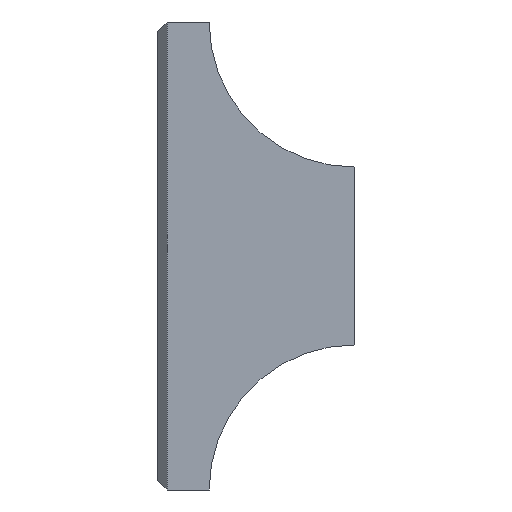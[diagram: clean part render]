
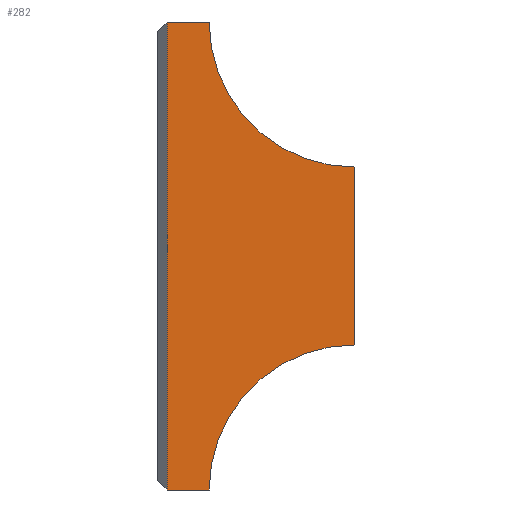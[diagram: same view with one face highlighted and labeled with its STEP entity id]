
A CAD part, left-side view. The second image highlights one B-rep face of the part: STEP entity #282.
In plain terms, the highlighted planar face has unit normal (-1, 0, 0).
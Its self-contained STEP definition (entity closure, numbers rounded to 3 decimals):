
#9 = DIRECTION ( 'NONE',  ( 1., 0., 0. ) ) ;
#24 = ORIENTED_EDGE ( 'NONE', *, *, #199, .T. ) ;
#32 = DIRECTION ( 'NONE',  ( 0., 1., 0. ) ) ;
#52 = CARTESIAN_POINT ( 'NONE',  ( -75., 15.5, -25. ) ) ;
#100 = CARTESIAN_POINT ( 'NONE',  ( -75., 0., 0. ) ) ;
#109 = PLANE ( 'NONE',  #563 ) ;
#112 = CARTESIAN_POINT ( 'NONE',  ( -75., 0., 9.5 ) ) ;
#130 = EDGE_CURVE ( 'NONE', #572, #510, #552, .T. ) ;
#135 = VECTOR ( 'NONE', #32, 1000. ) ;
#154 = DIRECTION ( 'NONE',  ( 0., 0., 1. ) ) ;
#176 = VERTEX_POINT ( 'NONE', #439 ) ;
#188 = VECTOR ( 'NONE', #207, 1000. ) ;
#192 = DIRECTION ( 'NONE',  ( -1., 0., 0. ) ) ;
#197 = CARTESIAN_POINT ( 'NONE',  ( -75., 15.5, 25. ) ) ;
#199 = EDGE_CURVE ( 'NONE', #469, #580, #338, .T. ) ;
#207 = DIRECTION ( 'NONE',  ( 0., 0., -1. ) ) ;
#227 = CIRCLE ( 'NONE', #570, 15.5 ) ;
#230 = LINE ( 'NONE', #522, #250 ) ;
#236 = DIRECTION ( 'NONE',  ( 0., 0., -1. ) ) ;
#249 = CARTESIAN_POINT ( 'NONE',  ( -75., 21., -25. ) ) ;
#250 = VECTOR ( 'NONE', #519, 1000. ) ;
#259 = DIRECTION ( 'NONE',  ( 1., 0., 0. ) ) ;
#267 = ORIENTED_EDGE ( 'NONE', *, *, #566, .F. ) ;
#272 = VERTEX_POINT ( 'NONE', #112 ) ;
#282 = ADVANCED_FACE ( 'NONE', ( #310 ), #109, .F. ) ;
#292 = EDGE_CURVE ( 'NONE', #272, #469, #227, .T. ) ;
#301 = DIRECTION ( 'NONE',  ( 0., 0., -1. ) ) ;
#310 = FACE_OUTER_BOUND ( 'NONE', #324, .T. ) ;
#324 = EDGE_LOOP ( 'NONE', ( #24, #561, #267, #353, #616, #430 ) ) ;
#338 = LINE ( 'NONE', #585, #135 ) ;
#353 = ORIENTED_EDGE ( 'NONE', *, *, #130, .F. ) ;
#383 = CARTESIAN_POINT ( 'NONE',  ( -75., 20., 25. ) ) ;
#386 = DIRECTION ( 'NONE',  ( 0., 1., 0. ) ) ;
#430 = ORIENTED_EDGE ( 'NONE', *, *, #292, .T. ) ;
#435 = LINE ( 'NONE', #249, #612 ) ;
#439 = CARTESIAN_POINT ( 'NONE',  ( -75., 20., -25. ) ) ;
#445 = CARTESIAN_POINT ( 'NONE',  ( -75., 0., -25. ) ) ;
#449 = EDGE_CURVE ( 'NONE', #272, #572, #505, .T. ) ;
#469 = VERTEX_POINT ( 'NONE', #197 ) ;
#505 = LINE ( 'NONE', #100, #188 ) ;
#510 = VERTEX_POINT ( 'NONE', #52 ) ;
#519 = DIRECTION ( 'NONE',  ( 0., 0., -1. ) ) ;
#522 = CARTESIAN_POINT ( 'NONE',  ( -75., 20., -25. ) ) ;
#540 = CARTESIAN_POINT ( 'NONE',  ( -75., 0., 25. ) ) ;
#552 = CIRCLE ( 'NONE', #622, 15.5 ) ;
#561 = ORIENTED_EDGE ( 'NONE', *, *, #629, .T. ) ;
#563 = AXIS2_PLACEMENT_3D ( 'NONE', #603, #259, #301 ) ;
#566 = EDGE_CURVE ( 'NONE', #510, #176, #435, .T. ) ;
#570 = AXIS2_PLACEMENT_3D ( 'NONE', #540, #9, #154 ) ;
#572 = VERTEX_POINT ( 'NONE', #586 ) ;
#580 = VERTEX_POINT ( 'NONE', #383 ) ;
#585 = CARTESIAN_POINT ( 'NONE',  ( -75., 21., 25. ) ) ;
#586 = CARTESIAN_POINT ( 'NONE',  ( -75., 0., -9.5 ) ) ;
#603 = CARTESIAN_POINT ( 'NONE',  ( -75., 0., -25. ) ) ;
#612 = VECTOR ( 'NONE', #386, 1000. ) ;
#616 = ORIENTED_EDGE ( 'NONE', *, *, #449, .F. ) ;
#622 = AXIS2_PLACEMENT_3D ( 'NONE', #445, #192, #236 ) ;
#629 = EDGE_CURVE ( 'NONE', #580, #176, #230, .T. ) ;
